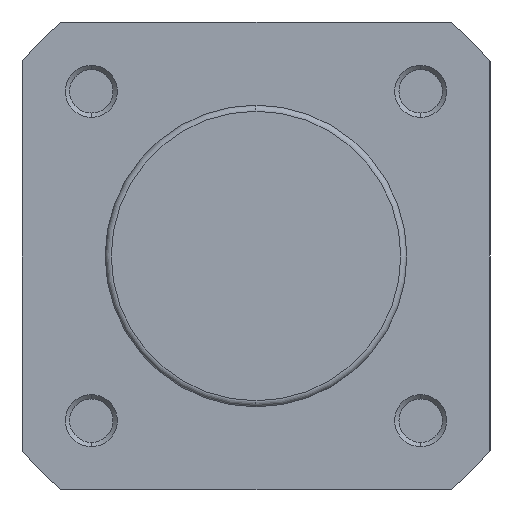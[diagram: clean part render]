
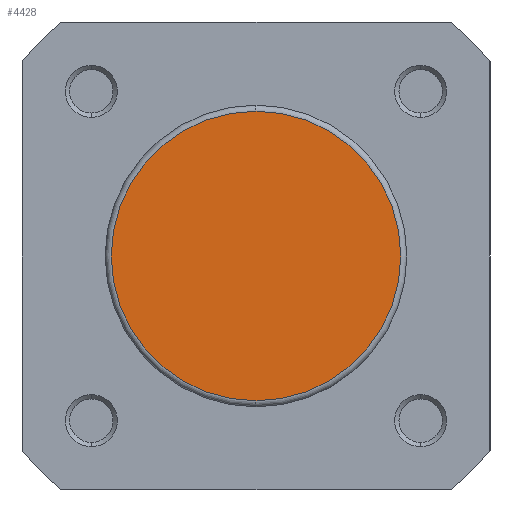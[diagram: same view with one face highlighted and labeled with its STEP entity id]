
A CAD part, left-side view. The second image highlights one B-rep face of the part: STEP entity #4428.
In plain terms, the highlighted planar face has unit normal (-1, 0, 0).
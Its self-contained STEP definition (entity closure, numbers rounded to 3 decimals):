
#51 = EDGE_CURVE ( 'NONE', #299, #280, #1656, .T. ) ;
#280 = VERTEX_POINT ( 'NONE', #2555 ) ;
#299 = VERTEX_POINT ( 'NONE', #2574 ) ;
#504 = CARTESIAN_POINT ( 'NONE',  ( 0., 0., 0. ) ) ;
#510 = DIRECTION ( 'NONE',  ( -1., 0., 0. ) ) ;
#511 = DIRECTION ( 'NONE',  ( 0., 0., 1. ) ) ;
#581 = EDGE_CURVE ( 'NONE', #280, #299, #1717, .T. ) ;
#906 = AXIS2_PLACEMENT_3D ( 'NONE', #504, #510, #511 ) ;
#939 = AXIS2_PLACEMENT_3D ( 'NONE', #2711, #2712, #2713 ) ;
#1210 = AXIS2_PLACEMENT_3D ( 'NONE', #3910, #3913, #3914 ) ;
#1656 = CIRCLE ( 'NONE', #906, 16.7 ) ;
#1717 = CIRCLE ( 'NONE', #939, 16.7 ) ;
#2555 = CARTESIAN_POINT ( 'NONE',  ( 0., 0., 16.7 ) ) ;
#2574 = CARTESIAN_POINT ( 'NONE',  ( 0., 0., -16.7 ) ) ;
#2711 = CARTESIAN_POINT ( 'NONE',  ( 0., 0., 0. ) ) ;
#2712 = DIRECTION ( 'NONE',  ( -1., 0., 0. ) ) ;
#2713 = DIRECTION ( 'NONE',  ( 0., 0., 1. ) ) ;
#3910 = CARTESIAN_POINT ( 'NONE',  ( 0., -17.4, 0. ) ) ;
#3911 = PLANE ( 'NONE',  #1210 ) ;
#3913 = DIRECTION ( 'NONE',  ( -1., 0., 0. ) ) ;
#3914 = DIRECTION ( 'NONE',  ( 0., 0., 1. ) ) ;
#4428 = ADVANCED_FACE ( 'NONE', ( #4547 ), #3911, .T. ) ;
#4547 = FACE_OUTER_BOUND ( 'NONE', #5502, .T. ) ;
#5502 = EDGE_LOOP ( 'NONE', ( #5537, #5536 ) ) ;
#5536 = ORIENTED_EDGE ( 'NONE', *, *, #51, .T. ) ;
#5537 = ORIENTED_EDGE ( 'NONE', *, *, #581, .T. ) ;
